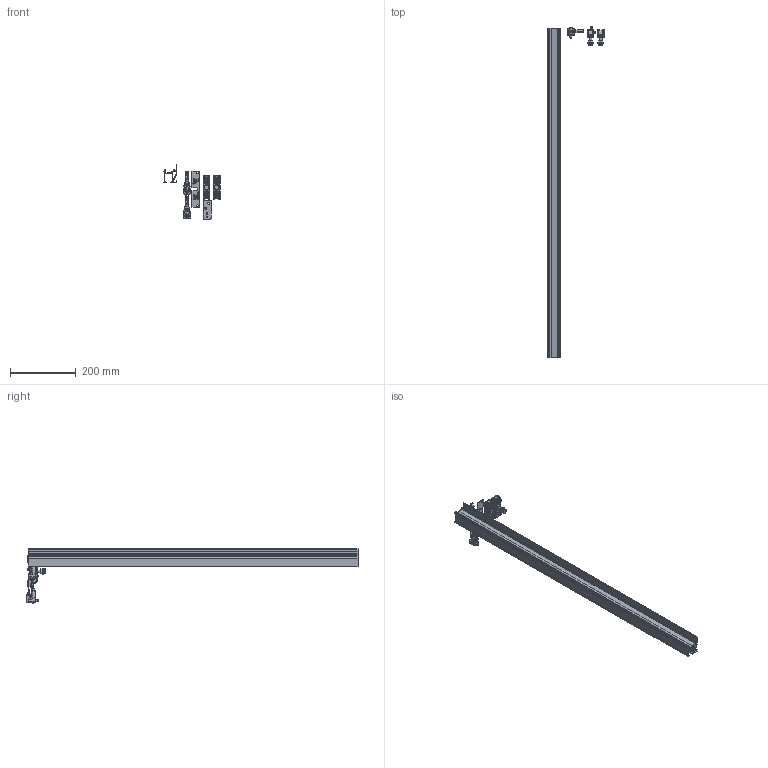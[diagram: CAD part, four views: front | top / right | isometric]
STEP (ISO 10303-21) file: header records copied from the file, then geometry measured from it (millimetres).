
FILE_DESCRIPTION(/* description */ (''),/* implementation_level */ '2;1');
FILE_NAME(/* name */ 'SAF-CLIP183.stp',/* time_stamp */ '2019-08-22T14:36:54+02:00',/* author */ ('ga'),/* organization */ (''),/* preprocessor_version */ 'ST-DEVELOPER v17.2',/* originating_system */ 'Autodesk Inventor 2019',/* authorisation */ '');
FILE_SCHEMA (('AUTOMOTIVE_DESIGN { 1 0 10303 214 3 1 1 }'));
Length unit declared in the file: millimetre
Products named in the file (26): SAF-CLIP183; 11218A + PV11201; 23140; 23138; 09176; 20825_A; 20821; 23131; 23139; 24601; PV11201; DIN 933 - M8  x 35; 06101; 10036; 11213; 20827; 20834; 20829; 20833_A; 16474; vis HC M6x30; vis CHC M4x20; Ecrou frein M6; Ecrou frein M4; 1103R; 11108E_1000
Assembly tree (32 placements, depth 4):
  SAF-CLIP183
    11218A + PV11201  x2
      23140
        23138
        09176  x2
        20825_A  x2
        20821  x4
      23131
        23139
        24601
      PV11201
        DIN 933 - M8  x 35
        06101
    10036
    11213  x2
      20827
      20834
        20829
        20833_A
      16474
      vis HC M6x30
      vis CHC M4x20
      Ecrou frein M6
      Ecrou frein M4
    1103R
    11108E_1000
Bounding box: 170.6 x 1007 x 164.36 mm (x, y, z)
Volume: 415538.7 mm3; surface area: 474276.1 mm2
Topology: 69 solids, 69 shells, 2533 faces, 6711 edges, 4470 vertices
Faces by surface type: plane 1087, bspline 596, cylinder 588, cone 122, torus 100, sphere 40
Full cylindrical faces by diameter (mm): 1.7 x1, 2 x9, 3 x8, 3.242 x2, 3.5 x6, 4 x12, 4.5 x4, 4.917 x2, 5 x16, 5.2 x4, 5.95 x2, 6 x8, 6.3 x2, 6.647 x4, 7 x2, 7.9 x2, 8 x6, 8.5 x2, 8.586 x8, 9 x2, 9.2 x8, 10 x12, 10.3 x4, 11.4 x2, 12.414 x8, 12.5 x8, 13 x2, 16 x4, 25.3 x8
Entity records: 46468 total; most frequent: CARTESIAN_POINT 15202, ORIENTED_EDGE 6658, DIRECTION 5717, EDGE_CURVE 3329, VERTEX_POINT 2222, AXIS2_PLACEMENT_3D 2083, LINE 1551, VECTOR 1551
